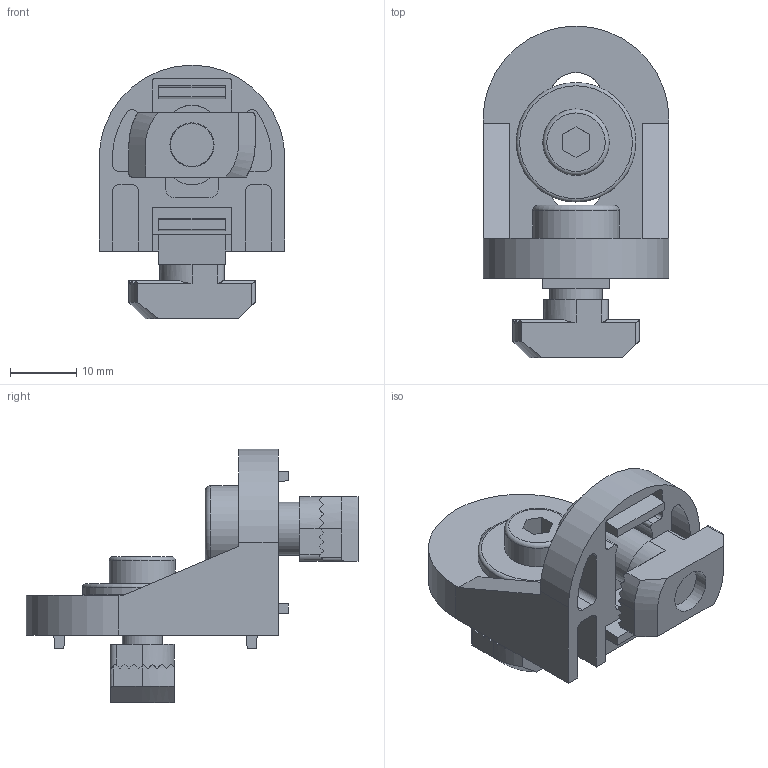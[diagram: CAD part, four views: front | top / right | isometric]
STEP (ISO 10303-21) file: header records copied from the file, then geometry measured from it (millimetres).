
FILE_DESCRIPTION(/* description */ ('STEP AP214'),/* implementation_level */ '2;1');
FILE_NAME(/* name */ '093WG302N10S01',/* time_stamp */ '2022-09-29T16:03:09+02:00',/* author */ ('License CC BY-ND 4.0'),/* organization */ ('CADENAS'),/* preprocessor_version */ 'ST-DEVELOPER v18.102',/* originating_system */ 'PARTsolutions',/* authorisation */ ' ');
FILE_SCHEMA (('AUTOMOTIVE_DESIGN {1 0 10303 214 3 1 1}'));
Length unit declared in the file: millimetre
Products named in the file (7): 093WG302N10S01; 093WG302N10S01t8; 093WG302N10S01m8; 093WG302N10S01t6; 093WG302N10S01m6; 093WG302N10S01cp; 093WG302N10S01b
Assembly tree (6 placements, depth 2):
  093WG302N10S01
    093WG302N10S01t8
    093WG302N10S01m8
    093WG302N10S01t6
    093WG302N10S01m6
    093WG302N10S01cp
    093WG302N10S01b
Bounding box: 28 x 49.99 x 38.2 mm (x, y, z)
Volume: 10843.9 mm3; surface area: 9268.6 mm2
Topology: 6 solids, 6 shells, 313 faces, 865 edges, 576 vertices
Faces by surface type: plane 236, cylinder 66, torus 5, bspline 4, cone 2
Full cylindrical faces by diameter (mm): 4.917 x1, 6 x1, 6.4 x1, 6.647 x1, 8 x1, 10 x1, 13 x1, 18 x1
Entity records: 10192 total; most frequent: CARTESIAN_POINT 1804, DIRECTION 1750, ORIENTED_EDGE 1698, EDGE_CURVE 849, AXIS2_PLACEMENT_3D 589, VERTEX_POINT 575, LINE 572, VECTOR 572
